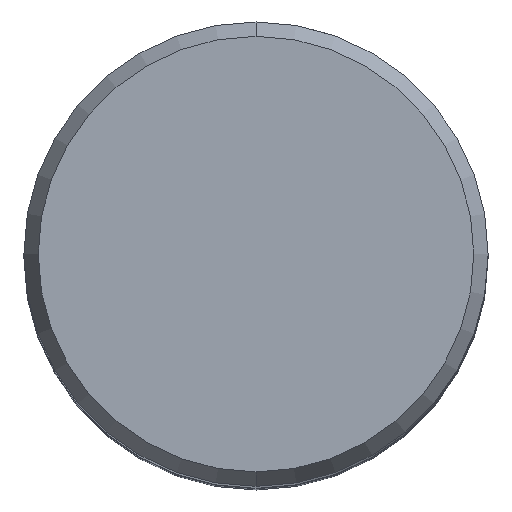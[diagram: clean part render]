
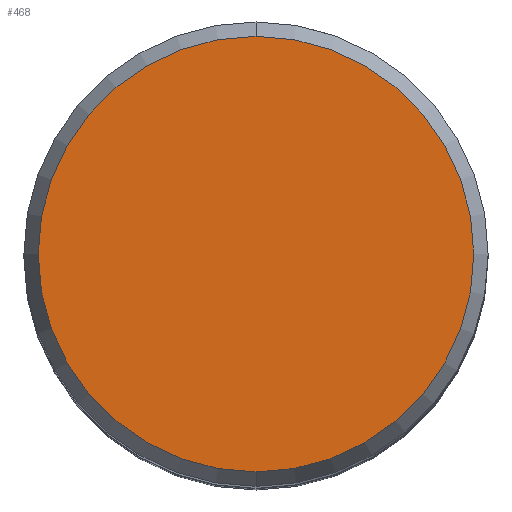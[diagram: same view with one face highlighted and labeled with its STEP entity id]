
A CAD part, top view. The second image highlights one B-rep face of the part: STEP entity #468.
In plain terms, the highlighted planar face has unit normal (0, 0, 1).
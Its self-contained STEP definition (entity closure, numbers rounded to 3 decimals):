
#236=EDGE_CURVE('',#432,#292,#554,.T.);
#292=VERTEX_POINT('',#614);
#370=EDGE_CURVE('',#292,#432,#703,.T.);
#432=VERTEX_POINT('',#772);
#468=ADVANCED_FACE('',(#813),#814,.T.);
#554=CIRCLE('',#991,10.425);
#614=CARTESIAN_POINT('',(0.,-10.425,0.));
#703=CIRCLE('',#1358,10.425);
#772=CARTESIAN_POINT('',(0.0,10.425,0.));
#813=FACE_OUTER_BOUND('',#1625,.T.);
#814=PLANE('',#1626);
#991=AXIS2_PLACEMENT_3D('',#1681,#1682,#1683);
#1358=AXIS2_PLACEMENT_3D('',#1839,#1840,#1841);
#1625=EDGE_LOOP('',(#1987,#1988));
#1626=AXIS2_PLACEMENT_3D('',#1989,#1990,#1991);
#1681=CARTESIAN_POINT('',(0.0,0.0,0.));
#1682=DIRECTION('',(0.0,0.0,-1.0));
#1683=DIRECTION('',(0.0,1.0,0.0));
#1839=CARTESIAN_POINT('',(0.0,0.0,0.));
#1840=DIRECTION('',(0.0,0.0,-1.0));
#1841=DIRECTION('',(0.0,1.0,0.0));
#1987=ORIENTED_EDGE('',*,*,#236,.F.);
#1988=ORIENTED_EDGE('',*,*,#370,.F.);
#1989=CARTESIAN_POINT('',(0.0,5.212,0.));
#1990=DIRECTION('',(-0.0,0.0,1.0));
#1991=DIRECTION('',(0.0,-1.0,0.0));
